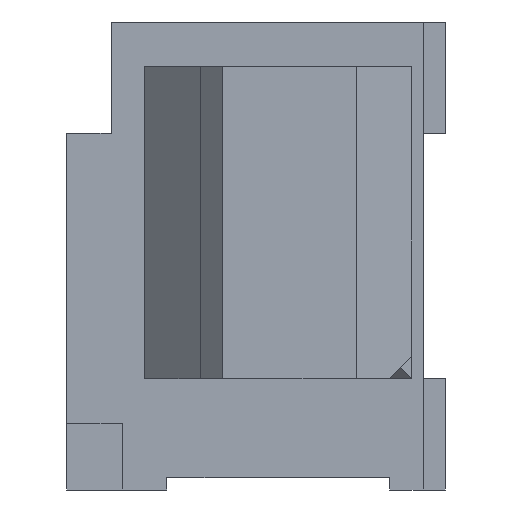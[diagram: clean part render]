
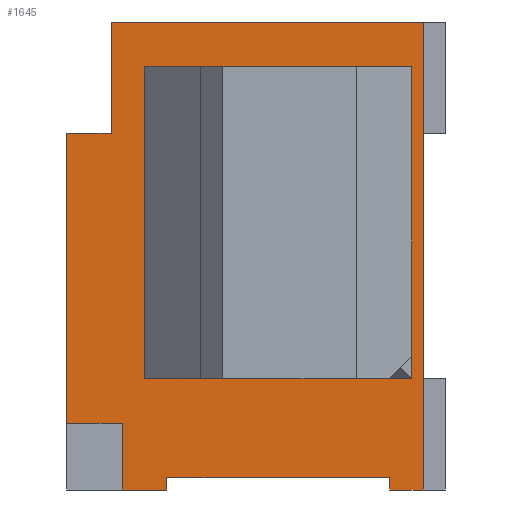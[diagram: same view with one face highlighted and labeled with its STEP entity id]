
A CAD part, left-side view. The second image highlights one B-rep face of the part: STEP entity #1645.
In plain terms, the highlighted planar face has unit normal (-1, 0, 0).
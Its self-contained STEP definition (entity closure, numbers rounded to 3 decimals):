
#12 = EDGE_CURVE ( 'NONE', #816, #1864, #633, .T. ) ;
#22 = LINE ( 'NONE', #192, #1176 ) ;
#49 = VERTEX_POINT ( 'NONE', #926 ) ;
#79 = LINE ( 'NONE', #119, #838 ) ;
#87 = ORIENTED_EDGE ( 'NONE', *, *, #1503, .F. ) ;
#109 = EDGE_LOOP ( 'NONE', ( #1326, #1877, #401, #718, #1128, #87, #905, #1400, #345, #1315, #1061, #415 ) ) ;
#112 = LINE ( 'NONE', #700, #1552 ) ;
#119 = CARTESIAN_POINT ( 'NONE',  ( -0.95, 0.5, -0.11 ) ) ;
#129 = CARTESIAN_POINT ( 'NONE',  ( -0.95, 3.4, 3.09 ) ) ;
#131 = LINE ( 'NONE', #719, #885 ) ;
#156 = CARTESIAN_POINT ( 'NONE',  ( -0.95, 3.4, -0.11 ) ) ;
#167 = DIRECTION ( 'NONE',  ( 0., -1., 0. ) ) ;
#184 = DIRECTION ( 'NONE',  ( 0., 0., -1. ) ) ;
#192 = CARTESIAN_POINT ( 'NONE',  ( -0.95, 2.9, -0.11 ) ) ;
#208 = DIRECTION ( 'NONE',  ( 0., -1., 0. ) ) ;
#210 = EDGE_CURVE ( 'NONE', #1718, #1239, #79, .T. ) ;
#290 = DIRECTION ( 'NONE',  ( 0., 1., 0. ) ) ;
#307 = LINE ( 'NONE', #897, #400 ) ;
#339 = EDGE_CURVE ( 'NONE', #647, #1351, #902, .T. ) ;
#345 = ORIENTED_EDGE ( 'NONE', *, *, #843, .F. ) ;
#346 = CARTESIAN_POINT ( 'NONE',  ( -0.95, 2.9, 0.49 ) ) ;
#363 = EDGE_LOOP ( 'NONE', ( #763, #425, #797, #1026 ) ) ;
#366 = DIRECTION ( 'NONE',  ( 0., 1., 0. ) ) ;
#370 = DIRECTION ( 'NONE',  ( 0., 0., -1. ) ) ;
#400 = VECTOR ( 'NONE', #1347, 1000. ) ;
#401 = ORIENTED_EDGE ( 'NONE', *, *, #877, .F. ) ;
#408 = VERTEX_POINT ( 'NONE', #1350 ) ;
#415 = ORIENTED_EDGE ( 'NONE', *, *, #1806, .F. ) ;
#420 = LINE ( 'NONE', #986, #485 ) ;
#425 = ORIENTED_EDGE ( 'NONE', *, *, #1187, .F. ) ;
#459 = DIRECTION ( 'NONE',  ( 0., 1., 0. ) ) ;
#476 = CARTESIAN_POINT ( 'NONE',  ( -0.95, 0.5, 0. ) ) ;
#481 = DIRECTION ( 'NONE',  ( 0., 0., -1. ) ) ;
#485 = VECTOR ( 'NONE', #290, 1000. ) ;
#486 = CARTESIAN_POINT ( 'NONE',  ( -0.95, 3.4, -0.11 ) ) ;
#506 = FACE_OUTER_BOUND ( 'NONE', #109, .T. ) ;
#519 = LINE ( 'NONE', #1499, #1075 ) ;
#580 = CARTESIAN_POINT ( 'NONE',  ( -0.95, 2.7, 3.69 ) ) ;
#633 = LINE ( 'NONE', #646, #742 ) ;
#642 = VECTOR ( 'NONE', #964, 1000. ) ;
#646 = CARTESIAN_POINT ( 'NONE',  ( -0.95, 0.3, 10.32 ) ) ;
#647 = VERTEX_POINT ( 'NONE', #873 ) ;
#665 = DIRECTION ( 'NONE',  ( 1., 0., 0. ) ) ;
#676 = CARTESIAN_POINT ( 'NONE',  ( -0.95, 0.2, -0.11 ) ) ;
#688 = DIRECTION ( 'NONE',  ( 0., 0., 1. ) ) ;
#695 = EDGE_CURVE ( 'NONE', #1239, #1723, #131, .T. ) ;
#700 = CARTESIAN_POINT ( 'NONE',  ( -0.95, 3., 4.09 ) ) ;
#718 = ORIENTED_EDGE ( 'NONE', *, *, #695, .F. ) ;
#719 = CARTESIAN_POINT ( 'NONE',  ( -0.95, 2.5, 0. ) ) ;
#742 = VECTOR ( 'NONE', #481, 1000. ) ;
#752 = EDGE_CURVE ( 'NONE', #1550, #848, #1661, .T. ) ;
#763 = ORIENTED_EDGE ( 'NONE', *, *, #1909, .F. ) ;
#777 = CARTESIAN_POINT ( 'NONE',  ( -0.95, 0.3, 3.69 ) ) ;
#787 = VERTEX_POINT ( 'NONE', #1819 ) ;
#797 = ORIENTED_EDGE ( 'NONE', *, *, #12, .T. ) ;
#815 = CARTESIAN_POINT ( 'NONE',  ( -0.95, 3.4, 4.09 ) ) ;
#816 = VERTEX_POINT ( 'NONE', #777 ) ;
#817 = CARTESIAN_POINT ( 'NONE',  ( -0.95, 0.2, 4.09 ) ) ;
#820 = CARTESIAN_POINT ( 'NONE',  ( -0.95, 2.5, -0.11 ) ) ;
#833 = CARTESIAN_POINT ( 'NONE',  ( -0.95, 0.2, 4.09 ) ) ;
#838 = VECTOR ( 'NONE', #984, 1000. ) ;
#843 = EDGE_CURVE ( 'NONE', #1351, #848, #112, .T. ) ;
#848 = VERTEX_POINT ( 'NONE', #1104 ) ;
#873 = CARTESIAN_POINT ( 'NONE',  ( -0.95, 3.4, 3.09 ) ) ;
#877 = EDGE_CURVE ( 'NONE', #1723, #1800, #1719, .T. ) ;
#881 = EDGE_CURVE ( 'NONE', #1550, #1144, #1404, .T. ) ;
#885 = VECTOR ( 'NONE', #913, 1000. ) ;
#897 = CARTESIAN_POINT ( 'NONE',  ( -0.95, 3.4, 4.09 ) ) ;
#900 = CARTESIAN_POINT ( 'NONE',  ( -0.95, 2.7, 10.32 ) ) ;
#902 = LINE ( 'NONE', #129, #1303 ) ;
#905 = ORIENTED_EDGE ( 'NONE', *, *, #881, .F. ) ;
#913 = DIRECTION ( 'NONE',  ( 0., 1., 0. ) ) ;
#926 = CARTESIAN_POINT ( 'NONE',  ( -0.95, 3.4, 0.49 ) ) ;
#927 = CARTESIAN_POINT ( 'NONE',  ( -0.95, 0.5, -0.11 ) ) ;
#964 = DIRECTION ( 'NONE',  ( 0., 0., -1. ) ) ;
#974 = CARTESIAN_POINT ( 'NONE',  ( -0.95, 2.5, -0.11 ) ) ;
#984 = DIRECTION ( 'NONE',  ( 0., 0., 1. ) ) ;
#986 = CARTESIAN_POINT ( 'NONE',  ( -0.95, 2.9, 0.49 ) ) ;
#996 = VERTEX_POINT ( 'NONE', #580 ) ;
#1026 = ORIENTED_EDGE ( 'NONE', *, *, #1640, .F. ) ;
#1061 = ORIENTED_EDGE ( 'NONE', *, *, #1450, .T. ) ;
#1075 = VECTOR ( 'NONE', #459, 1000. ) ;
#1081 = VECTOR ( 'NONE', #366, 1000. ) ;
#1088 = CARTESIAN_POINT ( 'NONE',  ( -0.95, 0.3, 0.89 ) ) ;
#1102 = VECTOR ( 'NONE', #1362, 1000. ) ;
#1104 = CARTESIAN_POINT ( 'NONE',  ( -0.95, 3., 4.09 ) ) ;
#1113 = VECTOR ( 'NONE', #1211, 1000. ) ;
#1128 = ORIENTED_EDGE ( 'NONE', *, *, #210, .F. ) ;
#1144 = VERTEX_POINT ( 'NONE', #676 ) ;
#1176 = VECTOR ( 'NONE', #184, 1000. ) ;
#1187 = EDGE_CURVE ( 'NONE', #816, #996, #519, .T. ) ;
#1211 = DIRECTION ( 'NONE',  ( 0., 1., 0. ) ) ;
#1219 = EDGE_CURVE ( 'NONE', #1523, #408, #22, .T. ) ;
#1239 = VERTEX_POINT ( 'NONE', #476 ) ;
#1259 = PLANE ( 'NONE',  #1518 ) ;
#1303 = VECTOR ( 'NONE', #167, 1000. ) ;
#1315 = ORIENTED_EDGE ( 'NONE', *, *, #339, .F. ) ;
#1320 = CARTESIAN_POINT ( 'NONE',  ( -0.95, 0.3, 0.89 ) ) ;
#1326 = ORIENTED_EDGE ( 'NONE', *, *, #1219, .T. ) ;
#1347 = DIRECTION ( 'NONE',  ( 0., 0., -1. ) ) ;
#1350 = CARTESIAN_POINT ( 'NONE',  ( -0.95, 2.9, -0.11 ) ) ;
#1351 = VERTEX_POINT ( 'NONE', #1656 ) ;
#1362 = DIRECTION ( 'NONE',  ( 0., 1., 0. ) ) ;
#1367 = DIRECTION ( 'NONE',  ( 0., 0., -1. ) ) ;
#1400 = ORIENTED_EDGE ( 'NONE', *, *, #752, .T. ) ;
#1404 = LINE ( 'NONE', #833, #642 ) ;
#1408 = DIRECTION ( 'NONE',  ( 0., 1., 0. ) ) ;
#1421 = EDGE_CURVE ( 'NONE', #1800, #408, #1630, .T. ) ;
#1424 = VECTOR ( 'NONE', #1367, 1000. ) ;
#1450 = EDGE_CURVE ( 'NONE', #647, #49, #307, .T. ) ;
#1498 = LINE ( 'NONE', #900, #1424 ) ;
#1499 = CARTESIAN_POINT ( 'NONE',  ( -0.95, 0.3, 3.69 ) ) ;
#1503 = EDGE_CURVE ( 'NONE', #1144, #1718, #1680, .T. ) ;
#1518 = AXIS2_PLACEMENT_3D ( 'NONE', #815, #665, #1408 ) ;
#1523 = VERTEX_POINT ( 'NONE', #346 ) ;
#1550 = VERTEX_POINT ( 'NONE', #817 ) ;
#1552 = VECTOR ( 'NONE', #688, 1000. ) ;
#1585 = VECTOR ( 'NONE', #208, 1000. ) ;
#1630 = LINE ( 'NONE', #156, #1113 ) ;
#1640 = EDGE_CURVE ( 'NONE', #787, #1864, #1686, .T. ) ;
#1645 = ADVANCED_FACE ( 'NONE', ( #1852, #506 ), #1259, .F. ) ;
#1656 = CARTESIAN_POINT ( 'NONE',  ( -0.95, 3., 3.09 ) ) ;
#1661 = LINE ( 'NONE', #1684, #1102 ) ;
#1680 = LINE ( 'NONE', #486, #1081 ) ;
#1684 = CARTESIAN_POINT ( 'NONE',  ( -0.95, 3.4, 4.09 ) ) ;
#1686 = LINE ( 'NONE', #1088, #1585 ) ;
#1718 = VERTEX_POINT ( 'NONE', #927 ) ;
#1719 = LINE ( 'NONE', #820, #1890 ) ;
#1723 = VERTEX_POINT ( 'NONE', #1863 ) ;
#1800 = VERTEX_POINT ( 'NONE', #974 ) ;
#1806 = EDGE_CURVE ( 'NONE', #1523, #49, #420, .T. ) ;
#1819 = CARTESIAN_POINT ( 'NONE',  ( -0.95, 2.7, 0.89 ) ) ;
#1852 = FACE_BOUND ( 'NONE', #363, .T. ) ;
#1863 = CARTESIAN_POINT ( 'NONE',  ( -0.95, 2.5, 0. ) ) ;
#1864 = VERTEX_POINT ( 'NONE', #1320 ) ;
#1877 = ORIENTED_EDGE ( 'NONE', *, *, #1421, .F. ) ;
#1890 = VECTOR ( 'NONE', #370, 1000. ) ;
#1909 = EDGE_CURVE ( 'NONE', #996, #787, #1498, .T. ) ;
